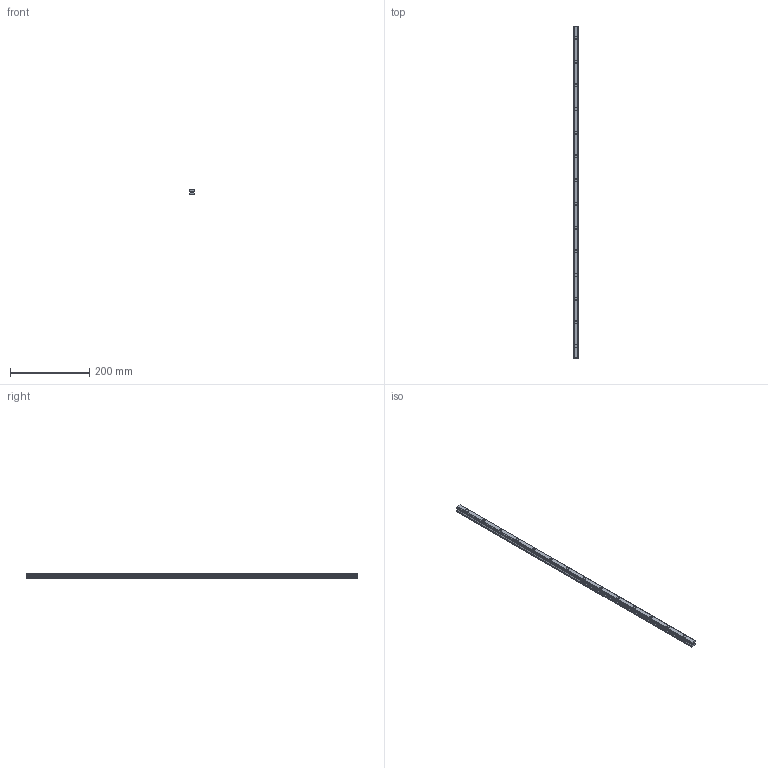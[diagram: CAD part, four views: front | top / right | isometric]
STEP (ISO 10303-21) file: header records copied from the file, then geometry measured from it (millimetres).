
FILE_DESCRIPTION(('STEP AP214'),'1');
FILE_NAME('cctmp_49D41D04-F92A-41A1-859D-048BD3CBF5DE_2020_4_23_10_34_2_443..stp','2020-04-23T08:34:02',('HIWIN GmbH'),('CADClick - www.CADClick.com'),'Spatial InterOp 3D',' ','unknown authorization');
FILE_SCHEMA(('AUTOMOTIVE_DESIGN'));
Length unit declared in the file: millimetre
Products named in the file (1): HGR15R840H_FILE
Bounding box: 15 x 840 x 15 mm (x, y, z)
Volume: 154335.1 mm3; surface area: 56194.1 mm2
Topology: 1 solids, 1 shells, 241 faces, 579 edges, 386 vertices
Faces by surface type: plane 131, cylinder 110
Entity records: 9025 total; most frequent: DIRECTION 1283, CARTESIAN_POINT 1207, ORIENTED_EDGE 1158, EDGE_CURVE 579, AXIS2_PLACEMENT_3D 462, VERTEX_POINT 386, LINE 359, VECTOR 359
